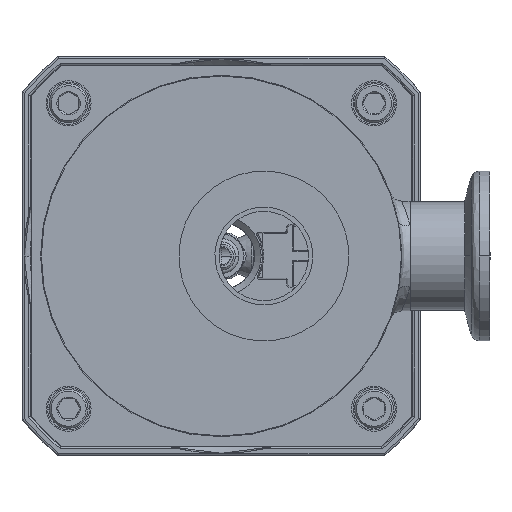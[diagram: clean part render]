
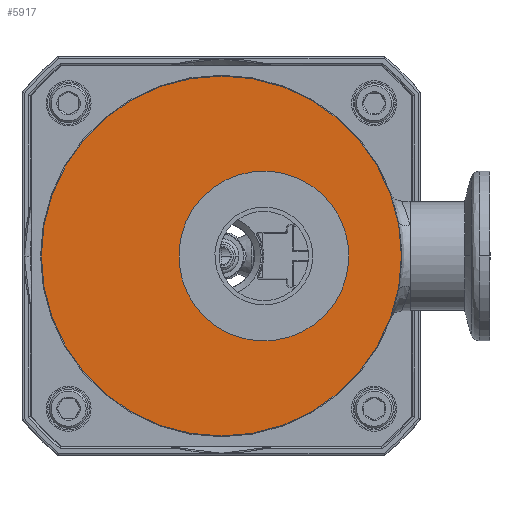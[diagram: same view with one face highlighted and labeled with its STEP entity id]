
A CAD part, front view. The second image highlights one B-rep face of the part: STEP entity #5917.
In plain terms, the highlighted planar face has unit normal (0, -1, 0).
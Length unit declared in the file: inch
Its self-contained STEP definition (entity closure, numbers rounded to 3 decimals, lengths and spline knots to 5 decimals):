
#2722 = DIRECTION ( 'NONE',  ( 0., 0., -1. ) ) ;
#5917 = ADVANCED_FACE ( 'NONE', ( #51755, #34273 ), #25802, .T. ) ;
#9184 = CARTESIAN_POINT ( 'NONE',  ( 0., -2.98, 0. ) ) ;
#9378 = AXIS2_PLACEMENT_3D ( 'NONE', #102130, #66662, #29287 ) ;
#11859 = CARTESIAN_POINT ( 'NONE',  ( 0., -2.98, -1.25 ) ) ;
#13872 = CARTESIAN_POINT ( 'NONE',  ( 0.295, -2.98, 0.38 ) ) ;
#17210 = AXIS2_PLACEMENT_3D ( 'NONE', #9184, #74000, #2722 ) ;
#22780 = EDGE_LOOP ( 'NONE', ( #42441, #61849 ) ) ;
#24672 = DIRECTION ( 'NONE',  ( 0., -1., 0. ) ) ;
#25240 = EDGE_CURVE ( 'NONE', #100831, #45484, #98523, .T. ) ;
#25802 = PLANE ( 'NONE',  #9378 ) ;
#26237 = DIRECTION ( 'NONE',  ( 0., 0., -1. ) ) ;
#26384 = CARTESIAN_POINT ( 'NONE',  ( 0.295, -2.98, 0. ) ) ;
#29287 = DIRECTION ( 'NONE',  ( 0., 0., -1. ) ) ;
#33443 = CARTESIAN_POINT ( 'NONE',  ( 0.295, -2.98, -0.38 ) ) ;
#34273 = FACE_OUTER_BOUND ( 'NONE', #72025, .T. ) ;
#37356 = CARTESIAN_POINT ( 'NONE',  ( 0., -2.98, 1.25 ) ) ;
#40134 = VERTEX_POINT ( 'NONE', #33443 ) ;
#42301 = DIRECTION ( 'NONE',  ( 0., -1., 0. ) ) ;
#42441 = ORIENTED_EDGE ( 'NONE', *, *, #102104, .F. ) ;
#45484 = VERTEX_POINT ( 'NONE', #11859 ) ;
#45819 = ORIENTED_EDGE ( 'NONE', *, *, #25240, .T. ) ;
#46754 = ORIENTED_EDGE ( 'NONE', *, *, #66366, .T. ) ;
#48441 = CIRCLE ( 'NONE', #87536, 0.38 ) ;
#49412 = CIRCLE ( 'NONE', #17210, 1.25 ) ;
#49741 = DIRECTION ( 'NONE',  ( 0., 0., -1. ) ) ;
#51297 = DIRECTION ( 'NONE',  ( 0., 0., -1. ) ) ;
#51755 = FACE_BOUND ( 'NONE', #22780, .T. ) ;
#52620 = AXIS2_PLACEMENT_3D ( 'NONE', #76855, #92281, #51297 ) ;
#61120 = EDGE_CURVE ( 'NONE', #100460, #40134, #48441, .T. ) ;
#61849 = ORIENTED_EDGE ( 'NONE', *, *, #61120, .F. ) ;
#66366 = EDGE_CURVE ( 'NONE', #45484, #100831, #49412, .T. ) ;
#66662 = DIRECTION ( 'NONE',  ( 0., -1., 0. ) ) ;
#72025 = EDGE_LOOP ( 'NONE', ( #46754, #45819 ) ) ;
#74000 = DIRECTION ( 'NONE',  ( 0., -1., 0. ) ) ;
#74077 = CARTESIAN_POINT ( 'NONE',  ( 0.295, -2.98, 0. ) ) ;
#76855 = CARTESIAN_POINT ( 'NONE',  ( 0., -2.98, 0. ) ) ;
#83821 = AXIS2_PLACEMENT_3D ( 'NONE', #26384, #42301, #49741 ) ;
#87536 = AXIS2_PLACEMENT_3D ( 'NONE', #74077, #24672, #26237 ) ;
#92281 = DIRECTION ( 'NONE',  ( 0., -1., 0. ) ) ;
#98523 = CIRCLE ( 'NONE', #52620, 1.25 ) ;
#99075 = CIRCLE ( 'NONE', #83821, 0.38 ) ;
#100460 = VERTEX_POINT ( 'NONE', #13872 ) ;
#100831 = VERTEX_POINT ( 'NONE', #37356 ) ;
#102104 = EDGE_CURVE ( 'NONE', #40134, #100460, #99075, .T. ) ;
#102130 = CARTESIAN_POINT ( 'NONE',  ( 0., -2.98, 0. ) ) ;
